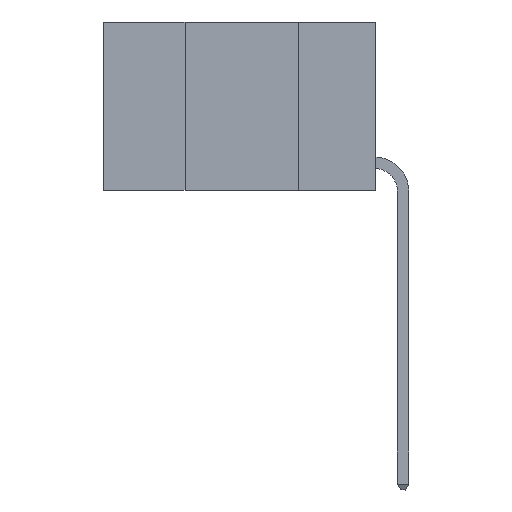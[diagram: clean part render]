
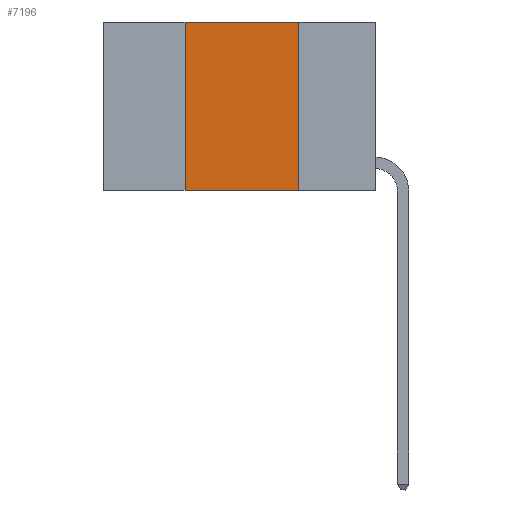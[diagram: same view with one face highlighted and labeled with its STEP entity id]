
A CAD part, left-side view. The second image highlights one B-rep face of the part: STEP entity #7196.
In plain terms, the highlighted planar face has unit normal (-1, 0, 0).
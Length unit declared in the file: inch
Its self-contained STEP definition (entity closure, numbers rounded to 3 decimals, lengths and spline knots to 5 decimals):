
#103 = CARTESIAN_POINT ( 'NONE',  ( 0., 0.17, 0. ) ) ;
#407 = VECTOR ( 'NONE', #2156, 39.37008 ) ;
#851 = CARTESIAN_POINT ( 'NONE',  ( 0., 0.42, -0.37 ) ) ;
#1664 = ORIENTED_EDGE ( 'NONE', *, *, #20832, .F. ) ;
#2156 = DIRECTION ( 'NONE',  ( 0., 0., -1. ) ) ;
#2201 = CARTESIAN_POINT ( 'NONE',  ( 0., 0.17, -0.37 ) ) ;
#2655 = VECTOR ( 'NONE', #7169, 39.37008 ) ;
#2657 = VERTEX_POINT ( 'NONE', #851 ) ;
#3984 = EDGE_CURVE ( 'NONE', #2657, #12782, #12744, .T. ) ;
#4885 = ORIENTED_EDGE ( 'NONE', *, *, #14815, .F. ) ;
#6319 = ORIENTED_EDGE ( 'NONE', *, *, #22429, .T. ) ;
#6349 = CARTESIAN_POINT ( 'NONE',  ( 0., 0.42, 0. ) ) ;
#7038 = FACE_OUTER_BOUND ( 'NONE', #11903, .T. ) ;
#7169 = DIRECTION ( 'NONE',  ( 0., 0., 1. ) ) ;
#7196 = ADVANCED_FACE ( 'NONE', ( #7038 ), #7807, .F. ) ;
#7807 = PLANE ( 'NONE',  #24380 ) ;
#8582 = LINE ( 'NONE', #19912, #15130 ) ;
#10344 = LINE ( 'NONE', #20550, #14988 ) ;
#10408 = ORIENTED_EDGE ( 'NONE', *, *, #3984, .F. ) ;
#11256 = VERTEX_POINT ( 'NONE', #2201 ) ;
#11857 = DIRECTION ( 'NONE',  ( 1., 0., 0. ) ) ;
#11903 = EDGE_LOOP ( 'NONE', ( #1664, #4885, #10408, #6319 ) ) ;
#12744 = LINE ( 'NONE', #19166, #2655 ) ;
#12782 = VERTEX_POINT ( 'NONE', #6349 ) ;
#13753 = CARTESIAN_POINT ( 'NONE',  ( 0., 0.6, 0. ) ) ;
#14815 = EDGE_CURVE ( 'NONE', #12782, #24155, #10344, .T. ) ;
#14988 = VECTOR ( 'NONE', #24581, 39.37008 ) ;
#15130 = VECTOR ( 'NONE', #23855, 39.37008 ) ;
#19166 = CARTESIAN_POINT ( 'NONE',  ( 0., 0.42, 0. ) ) ;
#19222 = CARTESIAN_POINT ( 'NONE',  ( 0., 0.17, 0. ) ) ;
#19912 = CARTESIAN_POINT ( 'NONE',  ( 0., 0.6, -0.37 ) ) ;
#20550 = CARTESIAN_POINT ( 'NONE',  ( 0., 0.6, 0. ) ) ;
#20832 = EDGE_CURVE ( 'NONE', #24155, #11256, #22407, .T. ) ;
#22407 = LINE ( 'NONE', #103, #407 ) ;
#22429 = EDGE_CURVE ( 'NONE', #2657, #11256, #8582, .T. ) ;
#23855 = DIRECTION ( 'NONE',  ( 0., -1., 0. ) ) ;
#24155 = VERTEX_POINT ( 'NONE', #19222 ) ;
#24380 = AXIS2_PLACEMENT_3D ( 'NONE', #13753, #11857, #25835 ) ;
#24581 = DIRECTION ( 'NONE',  ( 0., -1., 0. ) ) ;
#25835 = DIRECTION ( 'NONE',  ( 0., 0., -1. ) ) ;
